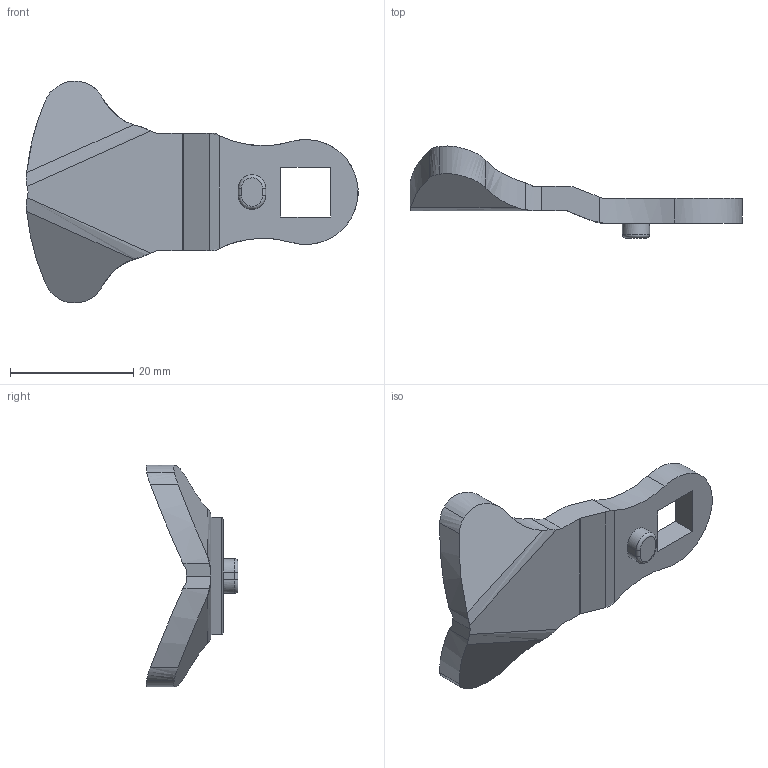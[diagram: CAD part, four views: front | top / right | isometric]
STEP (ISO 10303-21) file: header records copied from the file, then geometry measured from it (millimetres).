
FILE_DESCRIPTION((''),'2;1');
FILE_NAME('','2006-10-31T08:04:06',(''),(''),'','CADfix','');
FILE_SCHEMA(('AUTOMOTIVE_DESIGN'));
Length unit declared in the file: millimetre
Products named in the file (1): cam
Bounding box: 53.82 x 14.89 x 35.99 mm (x, y, z)
Volume: 4365.3 mm3; surface area: 3024.8 mm2
Topology: 1 solids, 1 shells, 59 faces, 157 edges, 102 vertices
Faces by surface type: bspline 59
Entity records: 1828 total; most frequent: CARTESIAN_POINT 923, ORIENTED_EDGE 314, EDGE_CURVE 157, VERTEX_POINT 102, QUASI_UNIFORM_CURVE 93, EDGE_LOOP 63, FACE_OUTER_BOUND 59, ADVANCED_FACE 59
